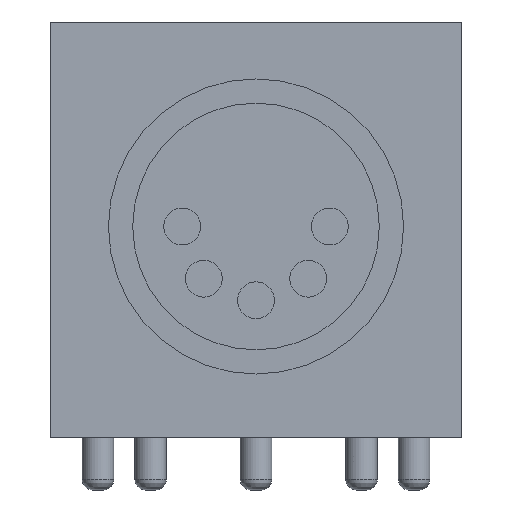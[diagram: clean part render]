
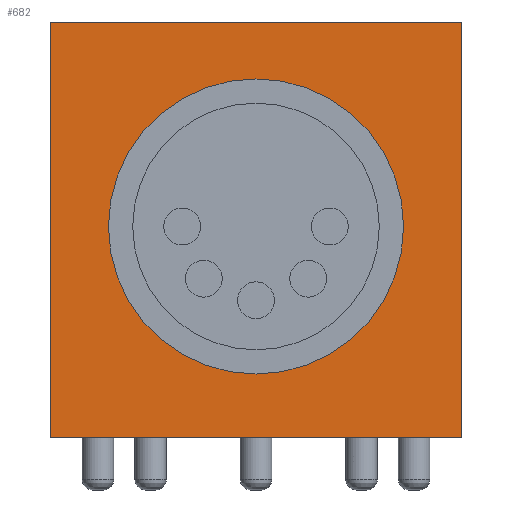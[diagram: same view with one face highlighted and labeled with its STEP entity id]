
A CAD part, front view. The second image highlights one B-rep face of the part: STEP entity #682.
In plain terms, the highlighted planar face has unit normal (0, -1, 0).
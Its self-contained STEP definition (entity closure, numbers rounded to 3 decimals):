
#43=FACE_BOUND('',#148,.T.);
#55=PLANE('',#772);
#92=FACE_OUTER_BOUND('',#147,.T.);
#147=EDGE_LOOP('',(#507,#508,#509,#510));
#148=EDGE_LOOP('',(#511));
#201=LINE('',#1141,#237);
#202=LINE('',#1143,#238);
#203=LINE('',#1145,#239);
#204=LINE('',#1146,#240);
#237=VECTOR('',#913,10.);
#238=VECTOR('',#914,10.);
#239=VECTOR('',#915,10.);
#240=VECTOR('',#916,10.);
#278=CIRCLE('',#769,7.);
#333=VERTEX_POINT('',#1132);
#335=VERTEX_POINT('',#1139);
#336=VERTEX_POINT('',#1140);
#337=VERTEX_POINT('',#1142);
#338=VERTEX_POINT('',#1144);
#399=EDGE_CURVE('',#333,#333,#278,.T.);
#402=EDGE_CURVE('',#335,#336,#201,.T.);
#403=EDGE_CURVE('',#336,#337,#202,.T.);
#404=EDGE_CURVE('',#337,#338,#203,.T.);
#405=EDGE_CURVE('',#338,#335,#204,.T.);
#507=ORIENTED_EDGE('',*,*,#402,.T.);
#508=ORIENTED_EDGE('',*,*,#403,.T.);
#509=ORIENTED_EDGE('',*,*,#404,.T.);
#510=ORIENTED_EDGE('',*,*,#405,.T.);
#511=ORIENTED_EDGE('',*,*,#399,.T.);
#682=ADVANCED_FACE('',(#92,#43),#55,.F.);
#769=AXIS2_PLACEMENT_3D('',#1133,#904,#905);
#772=AXIS2_PLACEMENT_3D('',#1138,#911,#912);
#904=DIRECTION('center_axis',(0.,1.,0.));
#905=DIRECTION('ref_axis',(1.,0.,0.));
#911=DIRECTION('center_axis',(0.,1.,0.));
#912=DIRECTION('ref_axis',(1.,0.,0.));
#913=DIRECTION('',(0.,0.,1.));
#914=DIRECTION('',(-1.,0.,0.));
#915=DIRECTION('',(0.,0.,-1.));
#916=DIRECTION('',(1.,0.,0.));
#1132=CARTESIAN_POINT('',(2.75,0.,10.));
#1133=CARTESIAN_POINT('Origin',(9.75,0.,10.));
#1138=CARTESIAN_POINT('Origin',(9.75,0.,9.85));
#1139=CARTESIAN_POINT('',(19.5,0.,0.));
#1140=CARTESIAN_POINT('',(19.5,0.,19.7));
#1141=CARTESIAN_POINT('',(19.5,0.,0.));
#1142=CARTESIAN_POINT('',(0.,0.,19.7));
#1143=CARTESIAN_POINT('',(19.5,0.,19.7));
#1144=CARTESIAN_POINT('',(0.,0.,0.));
#1145=CARTESIAN_POINT('',(0.,0.,19.7));
#1146=CARTESIAN_POINT('',(0.,0.,0.));
